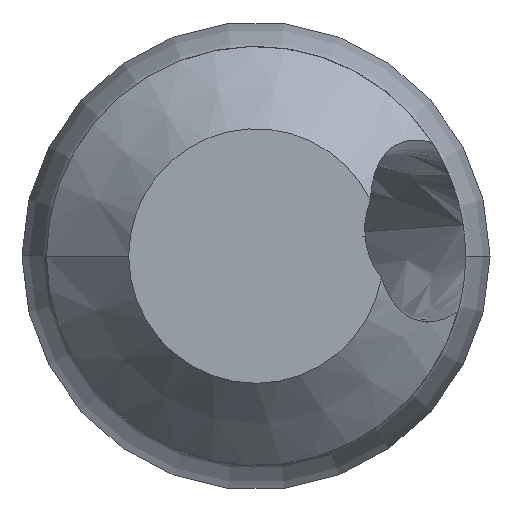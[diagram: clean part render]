
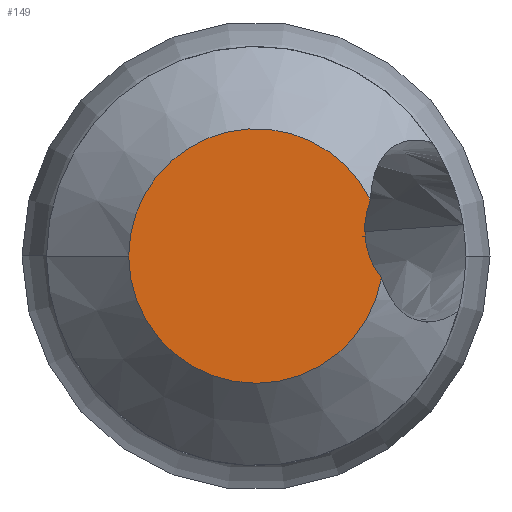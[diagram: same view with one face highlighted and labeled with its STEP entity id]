
A CAD part, left-side view. The second image highlights one B-rep face of the part: STEP entity #149.
In plain terms, the highlighted planar face has unit normal (-1, 0, 0).
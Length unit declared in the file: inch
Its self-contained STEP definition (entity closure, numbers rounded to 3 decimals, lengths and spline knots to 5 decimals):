
#15 = CARTESIAN_POINT ( 'NONE',  ( -2.74149, 0.22632, 0.02041 ) ) ;
#17 = ORIENTED_EDGE ( 'NONE', *, *, #68, .T. ) ;
#18 = AXIS2_PLACEMENT_3D ( 'NONE', #179, #47, #57 ) ;
#47 = DIRECTION ( 'NONE',  ( 1., 0., 0. ) ) ;
#57 = DIRECTION ( 'NONE',  ( 0., 1., 0. ) ) ;
#68 = EDGE_CURVE ( 'NONE', #595, #220, #532, .T. ) ;
#88 = CARTESIAN_POINT ( 'NONE',  ( -2.74149, 0.22476, 0.04523 ) ) ;
#104 = ORIENTED_EDGE ( 'NONE', *, *, #677, .T. ) ;
#122 = EDGE_LOOP ( 'NONE', ( #486, #17, #468, #104 ) ) ;
#133 = CARTESIAN_POINT ( 'NONE',  ( -2.74149, 0.22314, 0.05136 ) ) ;
#149 = ADVANCED_FACE ( 'NONE', ( #578 ), #524, .F. ) ;
#159 = CIRCLE ( 'NONE', #516, 0.13 ) ;
#179 = CARTESIAN_POINT ( 'NONE',  ( -2.74149, 0.33767, 0. ) ) ;
#184 = CARTESIAN_POINT ( 'NONE',  ( -2.74149, 0.21437, -0.01626 ) ) ;
#207 = VERTEX_POINT ( 'NONE', #461 ) ;
#220 = VERTEX_POINT ( 'NONE', #335 ) ;
#226 = EDGE_CURVE ( 'NONE', #207, #595, #159, .T. ) ;
#231 = DIRECTION ( 'NONE',  ( 0., -1., 0. ) ) ;
#245 = VERTEX_POINT ( 'NONE', #688 ) ;
#293 = CARTESIAN_POINT ( 'NONE',  ( -2.74149, 0.22395, 0.00509 ) ) ;
#325 = B_SPLINE_CURVE_WITH_KNOTS ( 'NONE', 3,
 ( #587, #184, #711, #293, #540, #15 ),
 .UNSPECIFIED., .F., .F.,
 ( 4, 2, 4 ),
 ( 0.00014, 0.00073, 0.00132 ),
 .UNSPECIFIED. ) ;
#335 = CARTESIAN_POINT ( 'NONE',  ( -2.74149, 0.20961, -0.02242 ) ) ;
#359 = AXIS2_PLACEMENT_3D ( 'NONE', #384, #725, #381 ) ;
#381 = DIRECTION ( 'NONE',  ( 0., -1., 0. ) ) ;
#384 = CARTESIAN_POINT ( 'NONE',  ( -2.74149, 0.33767, 0. ) ) ;
#430 = CARTESIAN_POINT ( 'NONE',  ( -2.74149, 0.22683, 0.02665 ) ) ;
#453 = EDGE_CURVE ( 'NONE', #220, #245, #325, .T. ) ;
#461 = CARTESIAN_POINT ( 'NONE',  ( -2.74149, 0.22092, 0.05718 ) ) ;
#468 = ORIENTED_EDGE ( 'NONE', *, *, #453, .T. ) ;
#486 = ORIENTED_EDGE ( 'NONE', *, *, #226, .T. ) ;
#498 = CARTESIAN_POINT ( 'NONE',  ( -2.74149, 0.22632, 0.02041 ) ) ;
#516 = AXIS2_PLACEMENT_3D ( 'NONE', #629, #625, #231 ) ;
#521 = CARTESIAN_POINT ( 'NONE',  ( -2.74149, 0.46767, 0. ) ) ;
#524 = PLANE ( 'NONE',  #18 ) ;
#532 = CIRCLE ( 'NONE', #359, 0.13 ) ;
#540 = CARTESIAN_POINT ( 'NONE',  ( -2.74149, 0.22569, 0.01263 ) ) ;
#545 = CARTESIAN_POINT ( 'NONE',  ( -2.74149, 0.22092, 0.05718 ) ) ;
#578 = FACE_OUTER_BOUND ( 'NONE', #122, .T. ) ;
#587 = CARTESIAN_POINT ( 'NONE',  ( -2.74149, 0.20961, -0.02242 ) ) ;
#595 = VERTEX_POINT ( 'NONE', #521 ) ;
#600 = B_SPLINE_CURVE_WITH_KNOTS ( 'NONE', 3,
 ( #498, #430, #650, #88, #133, #545 ),
 .UNSPECIFIED., .F., .F.,
 ( 4, 2, 4 ),
 ( 0.00132, 0.00179, 0.00226 ),
 .UNSPECIFIED. ) ;
#625 = DIRECTION ( 'NONE',  ( -1., 0., 0. ) ) ;
#629 = CARTESIAN_POINT ( 'NONE',  ( -2.74149, 0.33767, 0. ) ) ;
#650 = CARTESIAN_POINT ( 'NONE',  ( -2.74149, 0.22659, 0.03294 ) ) ;
#677 = EDGE_CURVE ( 'NONE', #245, #207, #600, .T. ) ;
#688 = CARTESIAN_POINT ( 'NONE',  ( -2.74149, 0.22632, 0.02041 ) ) ;
#711 = CARTESIAN_POINT ( 'NONE',  ( -2.74149, 0.21824, -0.00951 ) ) ;
#725 = DIRECTION ( 'NONE',  ( -1., 0., 0. ) ) ;
